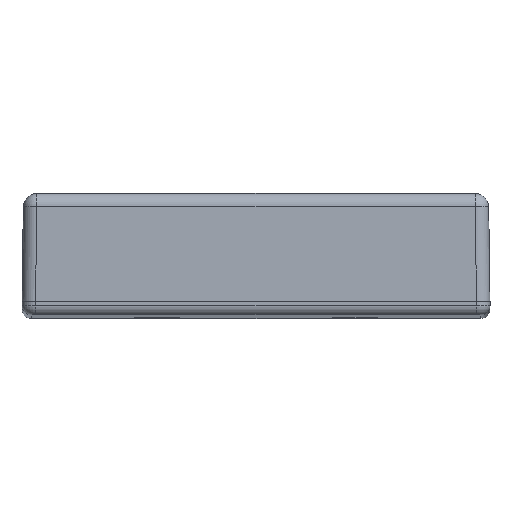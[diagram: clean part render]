
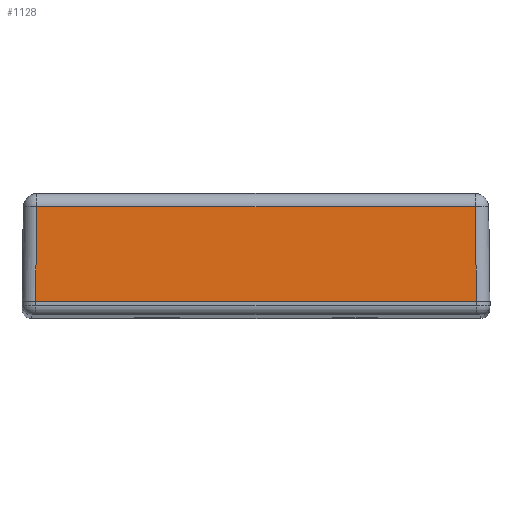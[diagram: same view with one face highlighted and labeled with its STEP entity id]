
A CAD part, top view. The second image highlights one B-rep face of the part: STEP entity #1128.
In plain terms, the highlighted face is planar.
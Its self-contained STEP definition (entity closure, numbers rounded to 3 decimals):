
#1073 = EDGE_CURVE ( 'NONE', #1074, #1100, #3806, .T. ) ;
#1074 = VERTEX_POINT ( 'NONE', #3802 ) ;
#1100 = VERTEX_POINT ( 'NONE', #3886 ) ;
#1128 = ADVANCED_FACE ( 'NONE', ( #3949 ), #3989, .T. ) ;
#1129 = EDGE_LOOP ( 'NONE', ( #1130, #1134, #1136, #1137 ) ) ;
#1130 = ORIENTED_EDGE ( 'NONE', *, *, #1131, .T. ) ;
#1131 = EDGE_CURVE ( 'NONE', #1132, #1133, #3984, .T. ) ;
#1132 = VERTEX_POINT ( 'NONE', #3980 ) ;
#1133 = VERTEX_POINT ( 'NONE', #3979 ) ;
#1134 = ORIENTED_EDGE ( 'NONE', *, *, #1135, .T. ) ;
#1135 = EDGE_CURVE ( 'NONE', #1133, #1074, #3978, .T. ) ;
#1136 = ORIENTED_EDGE ( 'NONE', *, *, #1073, .T. ) ;
#1137 = ORIENTED_EDGE ( 'NONE', *, *, #1138, .T. ) ;
#1138 = EDGE_CURVE ( 'NONE', #1100, #1132, #4025, .T. ) ;
#3802 = CARTESIAN_POINT ( 'NONE',  ( 18.879, 0., 43.668 ) ) ;
#3803 = DIRECTION ( 'NONE',  ( 1., 0., 0. ) ) ;
#3804 = VECTOR ( 'NONE', #3803, 1000. ) ;
#3805 = CARTESIAN_POINT ( 'NONE',  ( 17.379, 0., 43.668 ) ) ;
#3806 = LINE ( 'NONE', #3805, #3804 ) ;
#3886 = CARTESIAN_POINT ( 'NONE',  ( 67.879, 0., 43.668 ) ) ;
#3949 = FACE_OUTER_BOUND ( 'NONE', #1129, .T. ) ;
#3976 = DIRECTION ( 'NONE',  ( -0.014, -1., 0.014 ) ) ;
#3977 = CARTESIAN_POINT ( 'NONE',  ( 18.879, -0.021, 43.668 ) ) ;
#3978 = LINE ( 'NONE', #3977, #4027 ) ;
#3979 = CARTESIAN_POINT ( 'NONE',  ( 19.026, 10.521, 43.521 ) ) ;
#3980 = CARTESIAN_POINT ( 'NONE',  ( 67.732, 10.521, 43.521 ) ) ;
#3981 = DIRECTION ( 'NONE',  ( -1., 0., 0. ) ) ;
#3982 = VECTOR ( 'NONE', #3981, 1000. ) ;
#3983 = CARTESIAN_POINT ( 'NONE',  ( 17.379, 10.521, 43.521 ) ) ;
#3984 = LINE ( 'NONE', #3983, #3982 ) ;
#3985 = DIRECTION ( 'NONE',  ( 0., -1., 0.014 ) ) ;
#3986 = DIRECTION ( 'NONE',  ( 0., 0.014, 1. ) ) ;
#3987 = CARTESIAN_POINT ( 'NONE',  ( 17.379, 0., 43.668 ) ) ;
#3988 = AXIS2_PLACEMENT_3D ( 'NONE', #3987, #3986, #3985 ) ;
#3989 = PLANE ( 'NONE',  #3988 ) ;
#4022 = DIRECTION ( 'NONE',  ( -0.014, 1., -0.014 ) ) ;
#4023 = VECTOR ( 'NONE', #4022, 1000. ) ;
#4024 = CARTESIAN_POINT ( 'NONE',  ( 67.869, 0.705, 43.658 ) ) ;
#4025 = LINE ( 'NONE', #4024, #4023 ) ;
#4027 = VECTOR ( 'NONE', #3976, 1000. ) ;
